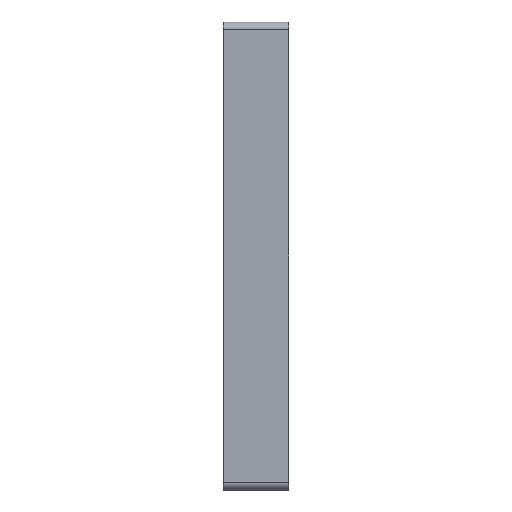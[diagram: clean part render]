
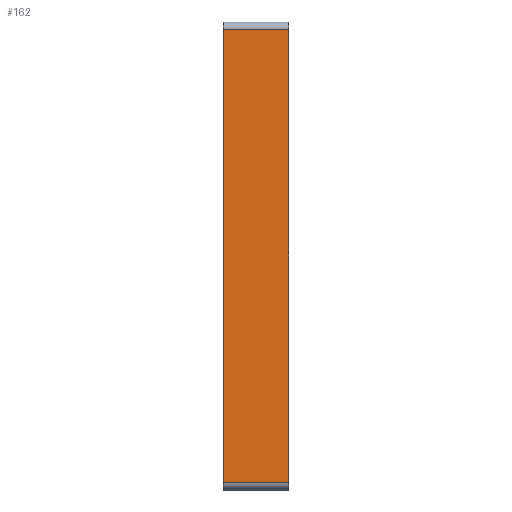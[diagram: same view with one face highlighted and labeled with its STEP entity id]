
A CAD part, left-side view. The second image highlights one B-rep face of the part: STEP entity #162.
In plain terms, the highlighted planar face has unit normal (-1, 0, 0).
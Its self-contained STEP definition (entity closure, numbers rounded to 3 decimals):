
#62 = CARTESIAN_POINT ( 'NONE',  ( -150., 0., -145. ) ) ;
#104 = VECTOR ( 'NONE', #624, 1000. ) ;
#153 = AXIS2_PLACEMENT_3D ( 'NONE', #2056, #158, #2447 ) ;
#158 = DIRECTION ( 'NONE',  ( -1., 0., 0. ) ) ;
#162 = ADVANCED_FACE ( 'NONE', ( #1605 ), #2624, .T. ) ;
#247 = DIRECTION ( 'NONE',  ( 0., 0., -1. ) ) ;
#269 = LINE ( 'NONE', #2531, #2525 ) ;
#278 = CARTESIAN_POINT ( 'NONE',  ( -150., 0., 0. ) ) ;
#442 = VERTEX_POINT ( 'NONE', #62 ) ;
#486 = ORIENTED_EDGE ( 'NONE', *, *, #1964, .T. ) ;
#576 = DIRECTION ( 'NONE',  ( 0., -1., 0. ) ) ;
#624 = DIRECTION ( 'NONE',  ( 0., 0., -1. ) ) ;
#681 = EDGE_LOOP ( 'NONE', ( #2296, #1938, #486, #860 ) ) ;
#779 = LINE ( 'NONE', #2020, #2238 ) ;
#847 = VECTOR ( 'NONE', #576, 1000. ) ;
#860 = ORIENTED_EDGE ( 'NONE', *, *, #2493, .T. ) ;
#921 = DIRECTION ( 'NONE',  ( 0., -1., 0. ) ) ;
#1257 = VERTEX_POINT ( 'NONE', #1847 ) ;
#1298 = EDGE_CURVE ( 'NONE', #1355, #1604, #2048, .T. ) ;
#1348 = CARTESIAN_POINT ( 'NONE',  ( -150., 0., 145. ) ) ;
#1355 = VERTEX_POINT ( 'NONE', #1517 ) ;
#1517 = CARTESIAN_POINT ( 'NONE',  ( -150., 42., 145. ) ) ;
#1604 = VERTEX_POINT ( 'NONE', #1348 ) ;
#1605 = FACE_OUTER_BOUND ( 'NONE', #681, .T. ) ;
#1618 = LINE ( 'NONE', #278, #104 ) ;
#1847 = CARTESIAN_POINT ( 'NONE',  ( -150., 42., -145. ) ) ;
#1938 = ORIENTED_EDGE ( 'NONE', *, *, #1298, .F. ) ;
#1964 = EDGE_CURVE ( 'NONE', #1355, #1257, #269, .T. ) ;
#2020 = CARTESIAN_POINT ( 'NONE',  ( -150., 2., -145. ) ) ;
#2048 = LINE ( 'NONE', #2441, #847 ) ;
#2056 = CARTESIAN_POINT ( 'NONE',  ( -150., 2., 0. ) ) ;
#2238 = VECTOR ( 'NONE', #921, 1000. ) ;
#2296 = ORIENTED_EDGE ( 'NONE', *, *, #2331, .F. ) ;
#2331 = EDGE_CURVE ( 'NONE', #1604, #442, #1618, .T. ) ;
#2441 = CARTESIAN_POINT ( 'NONE',  ( -150., 2., 145. ) ) ;
#2447 = DIRECTION ( 'NONE',  ( 0., 0., 1. ) ) ;
#2493 = EDGE_CURVE ( 'NONE', #1257, #442, #779, .T. ) ;
#2525 = VECTOR ( 'NONE', #247, 1000. ) ;
#2531 = CARTESIAN_POINT ( 'NONE',  ( -150., 42., 0. ) ) ;
#2624 = PLANE ( 'NONE',  #153 ) ;
